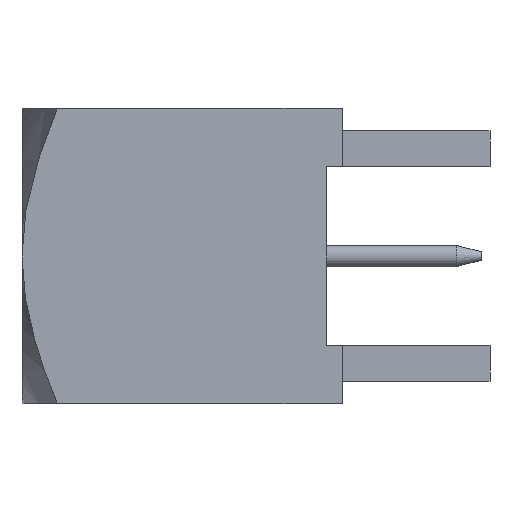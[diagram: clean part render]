
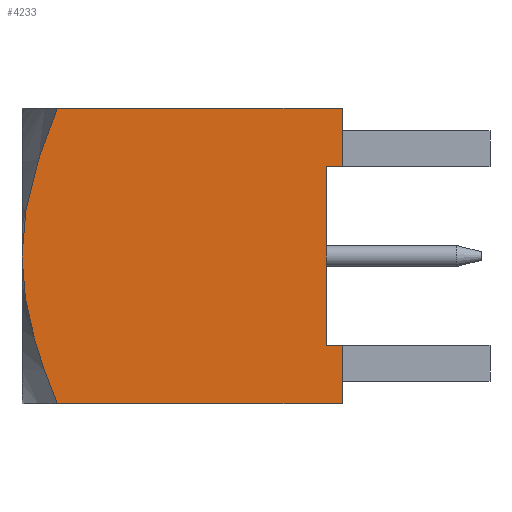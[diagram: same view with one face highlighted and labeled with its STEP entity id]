
A CAD part, front view. The second image highlights one B-rep face of the part: STEP entity #4233.
In plain terms, the highlighted planar face has unit normal (0, -1, 0).
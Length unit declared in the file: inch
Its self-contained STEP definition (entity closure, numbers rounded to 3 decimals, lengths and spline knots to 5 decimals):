
#40 = VECTOR ( 'NONE', #3063, 39.37008 ) ;
#58 = CARTESIAN_POINT ( 'NONE',  ( 0.29724, -0.1378, -0.08327 ) ) ;
#94 = EDGE_CURVE ( 'NONE', #1176, #674, #2874, .T. ) ;
#99 = CARTESIAN_POINT ( 'NONE',  ( -0.12885, -0.1378, -0.0717 ) ) ;
#177 = CARTESIAN_POINT ( 'NONE',  ( -0.10602, -0.1378, 0.1378 ) ) ;
#363 = VECTOR ( 'NONE', #921, 39.37008 ) ;
#460 = CARTESIAN_POINT ( 'NONE',  ( -0.13898, -0.1378, 0.00593 ) ) ;
#501 = CARTESIAN_POINT ( 'NONE',  ( -0.12301, -0.1378, -0.09167 ) ) ;
#520 = CARTESIAN_POINT ( 'NONE',  ( -0.10602, -0.1378, -0.1378 ) ) ;
#594 = CARTESIAN_POINT ( 'NONE',  ( -0.13393, -0.13779, -0.04994 ) ) ;
#645 = CARTESIAN_POINT ( 'NONE',  ( 0.14449, -0.1378, -0.08327 ) ) ;
#656 = CARTESIAN_POINT ( 'NONE',  ( -0.13898, -0.1378, -0.01193 ) ) ;
#674 = VERTEX_POINT ( 'NONE', #5488 ) ;
#717 = ORIENTED_EDGE ( 'NONE', *, *, #1102, .F. ) ;
#781 = CARTESIAN_POINT ( 'NONE',  ( -0.13811, -0.13779, 0.02061 ) ) ;
#793 = VERTEX_POINT ( 'NONE', #4981 ) ;
#807 = VECTOR ( 'NONE', #4848, 39.37008 ) ;
#893 = CARTESIAN_POINT ( 'NONE',  ( -0.13784, -0.1378, 0.02356 ) ) ;
#921 = DIRECTION ( 'NONE',  ( 0., 0., 1. ) ) ;
#996 = CARTESIAN_POINT ( 'NONE',  ( -0.12902, -0.1378, -0.07104 ) ) ;
#1017 = CARTESIAN_POINT ( 'NONE',  ( -0.12376, -0.13779, 0.09115 ) ) ;
#1020 = ORIENTED_EDGE ( 'NONE', *, *, #4227, .T. ) ;
#1067 = CARTESIAN_POINT ( 'NONE',  ( 0.15945, -0.1378, -0.08327 ) ) ;
#1102 = EDGE_CURVE ( 'NONE', #674, #4133, #2319, .T. ) ;
#1176 = VERTEX_POINT ( 'NONE', #520 ) ;
#1228 = PLANE ( 'NONE',  #4370 ) ;
#1337 = CARTESIAN_POINT ( 'NONE',  ( -0.12963, -0.1378, 0.06873 ) ) ;
#1380 = CARTESIAN_POINT ( 'NONE',  ( -0.12122, -0.1378, -0.09715 ) ) ;
#1400 = EDGE_CURVE ( 'NONE', #2497, #1994, #2455, .T. ) ;
#1401 = CARTESIAN_POINT ( 'NONE',  ( -0.11602, -0.1378, 0.11332 ) ) ;
#1402 = DIRECTION ( 'NONE',  ( 0., 0., 1. ) ) ;
#1541 = VECTOR ( 'NONE', #2534, 39.37008 ) ;
#1553 = EDGE_CURVE ( 'NONE', #1994, #4133, #4030, .T. ) ;
#1597 = VECTOR ( 'NONE', #5764, 39.37008 ) ;
#1602 = CARTESIAN_POINT ( 'NONE',  ( -0.1381, -0.1378, -0.02356 ) ) ;
#1732 = CARTESIAN_POINT ( 'NONE',  ( -0.13455, -0.1378, 0.04691 ) ) ;
#1787 = LINE ( 'NONE', #2707, #363 ) ;
#1793 = CARTESIAN_POINT ( 'NONE',  ( -0.1311, -0.13779, 0.06284 ) ) ;
#1859 = ORIENTED_EDGE ( 'NONE', *, *, #4319, .T. ) ;
#1870 = CARTESIAN_POINT ( 'NONE',  ( -0.12797, -0.1378, -0.07498 ) ) ;
#1881 = ORIENTED_EDGE ( 'NONE', *, *, #4488, .T. ) ;
#1941 = CARTESIAN_POINT ( 'NONE',  ( 0.14449, -0.1378, -0.08327 ) ) ;
#1994 = VERTEX_POINT ( 'NONE', #4605 ) ;
#2108 = VECTOR ( 'NONE', #1402, 39.37008 ) ;
#2175 = VERTEX_POINT ( 'NONE', #1067 ) ;
#2265 = CARTESIAN_POINT ( 'NONE',  ( -0.13898, -0.1378, 0. ) ) ;
#2274 = DIRECTION ( 'NONE',  ( -1., 0., 0. ) ) ;
#2319 = B_SPLINE_CURVE_WITH_KNOTS ( 'NONE', 3,
 ( #2265, #460, #2628, #781, #893, #3132, #2597, #4460, #5833, #5862, #1732, #5894, #2712, #1793, #4548, #3621, #1337, #2810, #5039, #1017, #1401, #177 ),
 .UNSPECIFIED., .F., .F.,
 ( 4, 2, 2, 2, 2, 2, 2, 1, 1, 2, 2, 4 ),
 ( 0., 0.125, 0.1875, 0.21875, 0.25, 0.375, 0.4375, 0.46875, 0.48437, 0.49219, 0.5, 1. ),
 .UNSPECIFIED. ) ;
#2379 = CARTESIAN_POINT ( 'NONE',  ( -0.13214, -0.13779, -0.05861 ) ) ;
#2452 = VECTOR ( 'NONE', #2274, 39.37008 ) ;
#2455 = LINE ( 'NONE', #3384, #1541 ) ;
#2497 = VERTEX_POINT ( 'NONE', #3516 ) ;
#2524 = VERTEX_POINT ( 'NONE', #4901 ) ;
#2534 = DIRECTION ( 'NONE',  ( 0., 0., 1. ) ) ;
#2577 = CARTESIAN_POINT ( 'NONE',  ( -0.10602, -0.1378, 0.1378 ) ) ;
#2597 = CARTESIAN_POINT ( 'NONE',  ( -0.13718, -0.1378, 0.02949 ) ) ;
#2628 = CARTESIAN_POINT ( 'NONE',  ( -0.13876, -0.13779, 0.01179 ) ) ;
#2707 = CARTESIAN_POINT ( 'NONE',  ( 0.15945, -0.1378, -0.1378 ) ) ;
#2712 = CARTESIAN_POINT ( 'NONE',  ( -0.13213, -0.13779, 0.05846 ) ) ;
#2810 = CARTESIAN_POINT ( 'NONE',  ( -0.12944, -0.1378, 0.06947 ) ) ;
#2825 = CARTESIAN_POINT ( 'NONE',  ( -0.1291, -0.1378, -0.07076 ) ) ;
#2857 = CARTESIAN_POINT ( 'NONE',  ( -0.12859, -0.1378, -0.07268 ) ) ;
#2874 = B_SPLINE_CURVE_WITH_KNOTS ( 'NONE', 3,
 ( #3300, #3660, #4183, #1380, #501, #5145, #5529, #1870, #2857, #99, #996, #2825, #4694, #2379, #594, #4660, #4082, #5677, #3455, #5264, #1602, #656, #4355 ),
 .UNSPECIFIED., .F., .F.,
 ( 4, 2, 2, 1, 1, 1, 2, 2, 2, 2, 2, 2, 4 ),
 ( 0., 0.25, 0.375, 0.4375, 0.46875, 0.48438, 0.49219, 0.5, 0.625, 0.6875, 0.71875, 0.75, 1. ),
 .UNSPECIFIED. ) ;
#2952 = ORIENTED_EDGE ( 'NONE', *, *, #5657, .F. ) ;
#3030 = ORIENTED_EDGE ( 'NONE', *, *, #94, .F. ) ;
#3034 = LINE ( 'NONE', #5688, #807 ) ;
#3063 = DIRECTION ( 'NONE',  ( -1., 0., 0. ) ) ;
#3079 = FACE_OUTER_BOUND ( 'NONE', #5548, .T. ) ;
#3112 = DIRECTION ( 'NONE',  ( 0., 1., 0. ) ) ;
#3132 = CARTESIAN_POINT ( 'NONE',  ( -0.13735, -0.1378, 0.028 ) ) ;
#3184 = EDGE_CURVE ( 'NONE', #4671, #793, #4645, .T. ) ;
#3300 = CARTESIAN_POINT ( 'NONE',  ( -0.10602, -0.1378, -0.1378 ) ) ;
#3384 = CARTESIAN_POINT ( 'NONE',  ( 0.15945, -0.1378, 0.11673 ) ) ;
#3455 = CARTESIAN_POINT ( 'NONE',  ( -0.13594, -0.1378, -0.03848 ) ) ;
#3516 = CARTESIAN_POINT ( 'NONE',  ( 0.15945, -0.1378, 0.08327 ) ) ;
#3621 = CARTESIAN_POINT ( 'NONE',  ( -0.12991, -0.1378, 0.06762 ) ) ;
#3660 = CARTESIAN_POINT ( 'NONE',  ( -0.11101, -0.1378, -0.12559 ) ) ;
#4030 = LINE ( 'NONE', #4907, #40 ) ;
#4082 = CARTESIAN_POINT ( 'NONE',  ( -0.13524, -0.13779, -0.04277 ) ) ;
#4133 = VERTEX_POINT ( 'NONE', #2577 ) ;
#4183 = CARTESIAN_POINT ( 'NONE',  ( -0.11543, -0.1378, -0.11394 ) ) ;
#4227 = EDGE_CURVE ( 'NONE', #793, #2497, #5844, .T. ) ;
#4233 = ADVANCED_FACE ( 'NONE', ( #3079 ), #1228, .F. ) ;
#4261 = ORIENTED_EDGE ( 'NONE', *, *, #1400, .T. ) ;
#4319 = EDGE_CURVE ( 'NONE', #2175, #4671, #4656, .T. ) ;
#4355 = CARTESIAN_POINT ( 'NONE',  ( -0.13898, -0.1378, 0. ) ) ;
#4370 = AXIS2_PLACEMENT_3D ( 'NONE', #5320, #3112, #4956 ) ;
#4460 = CARTESIAN_POINT ( 'NONE',  ( -0.1368, -0.1378, 0.03247 ) ) ;
#4488 = EDGE_CURVE ( 'NONE', #2524, #2175, #1787, .T. ) ;
#4495 = CARTESIAN_POINT ( 'NONE',  ( 0.14449, -0.1378, 0.08327 ) ) ;
#4548 = CARTESIAN_POINT ( 'NONE',  ( -0.13056, -0.1378, 0.06504 ) ) ;
#4605 = CARTESIAN_POINT ( 'NONE',  ( 0.15945, -0.1378, 0.1378 ) ) ;
#4645 = LINE ( 'NONE', #645, #2108 ) ;
#4656 = LINE ( 'NONE', #58, #2452 ) ;
#4660 = CARTESIAN_POINT ( 'NONE',  ( -0.13448, -0.13779, -0.04707 ) ) ;
#4671 = VERTEX_POINT ( 'NONE', #1941 ) ;
#4694 = CARTESIAN_POINT ( 'NONE',  ( -0.13076, -0.1378, -0.06444 ) ) ;
#4848 = DIRECTION ( 'NONE',  ( -1., 0., 0. ) ) ;
#4901 = CARTESIAN_POINT ( 'NONE',  ( 0.15945, -0.1378, -0.1378 ) ) ;
#4907 = CARTESIAN_POINT ( 'NONE',  ( 0.3937, -0.1378, 0.1378 ) ) ;
#4956 = DIRECTION ( 'NONE',  ( 1., 0., 0. ) ) ;
#4981 = CARTESIAN_POINT ( 'NONE',  ( 0.14449, -0.1378, 0.08327 ) ) ;
#5039 = CARTESIAN_POINT ( 'NONE',  ( -0.12933, -0.1378, 0.06989 ) ) ;
#5099 = ORIENTED_EDGE ( 'NONE', *, *, #3184, .T. ) ;
#5145 = CARTESIAN_POINT ( 'NONE',  ( -0.12549, -0.1378, -0.0836 ) ) ;
#5264 = CARTESIAN_POINT ( 'NONE',  ( -0.13614, -0.1378, -0.03713 ) ) ;
#5320 = CARTESIAN_POINT ( 'NONE',  ( 0.3937, -0.1378, 0.1378 ) ) ;
#5488 = CARTESIAN_POINT ( 'NONE',  ( -0.13898, -0.1378, 0. ) ) ;
#5529 = CARTESIAN_POINT ( 'NONE',  ( -0.12667, -0.1378, -0.07959 ) ) ;
#5548 = EDGE_LOOP ( 'NONE', ( #1020, #4261, #5595, #717, #3030, #2952, #1881, #1859, #5099 ) ) ;
#5595 = ORIENTED_EDGE ( 'NONE', *, *, #1553, .T. ) ;
#5657 = EDGE_CURVE ( 'NONE', #2524, #1176, #3034, .T. ) ;
#5677 = CARTESIAN_POINT ( 'NONE',  ( -0.13548, -0.13779, -0.04134 ) ) ;
#5688 = CARTESIAN_POINT ( 'NONE',  ( 0.3937, -0.1378, -0.1378 ) ) ;
#5764 = DIRECTION ( 'NONE',  ( 1., 0., 0. ) ) ;
#5833 = CARTESIAN_POINT ( 'NONE',  ( -0.13658, -0.1378, 0.03405 ) ) ;
#5844 = LINE ( 'NONE', #4495, #1597 ) ;
#5862 = CARTESIAN_POINT ( 'NONE',  ( -0.13556, -0.1378, 0.04119 ) ) ;
#5894 = CARTESIAN_POINT ( 'NONE',  ( -0.13277, -0.1378, 0.05556 ) ) ;
